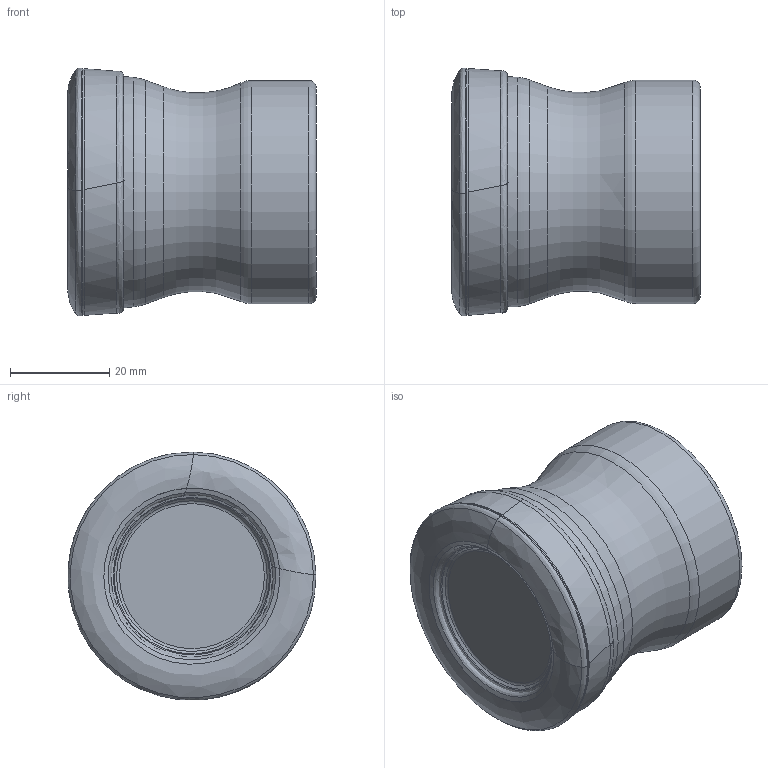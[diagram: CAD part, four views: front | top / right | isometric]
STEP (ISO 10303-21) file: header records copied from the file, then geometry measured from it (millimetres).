
FILE_DESCRIPTION(/* description */ (''),/* implementation_level */ '2;1');
FILE_NAME(/* name */ 'AHFM-BL0904-D050-A22-Z06-H.stp',/* time_stamp */ '2023-10-09T17:54:35+03:00',/* author */ (''),/* organization */ (''),/* preprocessor_version */ 'ST-DEVELOPER v19.4',/* originating_system */ 'SIEMENS PLM Software NX2306.5001',/* authorisation */ '');
FILE_SCHEMA (('AUTOMOTIVE_DESIGN { 1 0 10303 214 3 1 1 1 }'));
Length unit declared in the file: millimetre
Products named in the file (1): AHFM-BL0904-D050-A22-Z06-H-LIGHT_x_t_objects
Bounding box: 50.07 x 49.95 x 49.94 mm (x, y, z)
Volume: 86199.9 mm3; surface area: 14740.2 mm2
Topology: 2 solids, 2 shells, 46 faces, 89 edges, 45 vertices
Faces by surface type: bspline 32, torus 8, cone 3, plane 2, cylinder 1
Full cylindrical faces by diameter (mm): 45 x1
Entity records: 1548 total; most frequent: CARTESIAN_POINT 709, DIRECTION 172, ORIENTED_EDGE 154, AXIS2_PLACEMENT_3D 80, EDGE_CURVE 77, CIRCLE 65, EDGE_LOOP 58, ADVANCED_FACE 46
